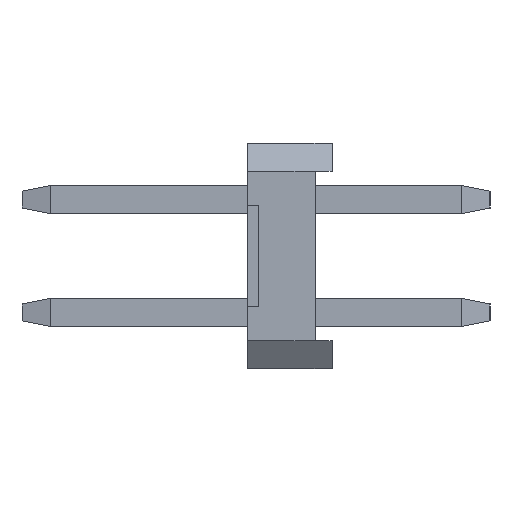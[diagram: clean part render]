
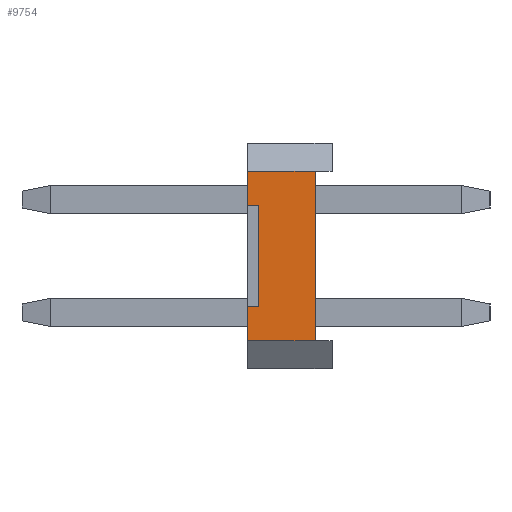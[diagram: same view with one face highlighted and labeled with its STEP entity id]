
A CAD part, left-side view. The second image highlights one B-rep face of the part: STEP entity #9754.
In plain terms, the highlighted planar face has unit normal (-1, 0, 0).
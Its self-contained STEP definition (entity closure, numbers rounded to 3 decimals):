
#7242=CARTESIAN_POINT('',(-1.,0.3,-1.5));
#7243=VERTEX_POINT('',#7242);
#8255=CARTESIAN_POINT('',(-1.,1.3,0.9));
#8256=VERTEX_POINT('',#8255);
#8273=CARTESIAN_POINT('',(-1.,1.3,-0.9));
#8274=VERTEX_POINT('',#8273);
#8281=CARTESIAN_POINT('',(-1.,1.3,-0.9));
#8282=DIRECTION('',(0.,0.,1.));
#8283=VECTOR('',#8282,1.8);
#8284=LINE('',#8281,#8283);
#8285=EDGE_CURVE('',#8274,#8256,#8284,.T.);
#9654=CARTESIAN_POINT('',(-1.,0.3,1.5));
#9655=VERTEX_POINT('',#9654);
#9685=CARTESIAN_POINT('',(-1.,1.5,1.5));
#9686=VERTEX_POINT('',#9685);
#9693=CARTESIAN_POINT('',(-1.,1.5,1.5));
#9694=DIRECTION('',(0.,-1.,0.));
#9695=VECTOR('',#9694,1.2);
#9696=LINE('',#9693,#9695);
#9697=EDGE_CURVE('',#9686,#9655,#9696,.T.);
#9703=CARTESIAN_POINT('',(-1.,0.,-2.));
#9704=DIRECTION('',(0.,0.,1.));
#9705=DIRECTION('',(-1.,0.,0.));
#9706=AXIS2_PLACEMENT_3D('',#9703,#9705,#9704);
#9707=PLANE('',#9706);
#9708=CARTESIAN_POINT('',(-1.,1.5,-0.9));
#9709=VERTEX_POINT('',#9708);
#9710=CARTESIAN_POINT('',(-1.,1.3,-0.9));
#9711=DIRECTION('',(0.,1.,0.));
#9712=VECTOR('',#9711,0.2);
#9713=LINE('',#9710,#9712);
#9714=EDGE_CURVE('',#8274,#9709,#9713,.T.);
#9715=ORIENTED_EDGE('',*,*,#9714,.T.);
#9716=CARTESIAN_POINT('',(-1.,1.5,-1.5));
#9717=VERTEX_POINT('',#9716);
#9718=CARTESIAN_POINT('',(-1.,1.5,-1.5));
#9719=DIRECTION('',(0.,0.,1.));
#9720=VECTOR('',#9719,0.6);
#9721=LINE('',#9718,#9720);
#9722=EDGE_CURVE('',#9717,#9709,#9721,.T.);
#9723=ORIENTED_EDGE('',*,*,#9722,.F.);
#9724=CARTESIAN_POINT('',(-1.,1.5,-1.5));
#9725=DIRECTION('',(0.,-1.,0.));
#9726=VECTOR('',#9725,1.2);
#9727=LINE('',#9724,#9726);
#9728=EDGE_CURVE('',#9717,#7243,#9727,.T.);
#9729=ORIENTED_EDGE('',*,*,#9728,.T.);
#9730=CARTESIAN_POINT('',(-1.,0.3,1.5));
#9731=DIRECTION('',(0.,0.,-1.));
#9732=VECTOR('',#9731,3.);
#9733=LINE('',#9730,#9732);
#9734=EDGE_CURVE('',#9655,#7243,#9733,.T.);
#9735=ORIENTED_EDGE('',*,*,#9734,.F.);
#9736=ORIENTED_EDGE('',*,*,#9697,.F.);
#9737=CARTESIAN_POINT('',(-1.,1.5,0.9));
#9738=VERTEX_POINT('',#9737);
#9739=CARTESIAN_POINT('',(-1.,1.5,0.9));
#9740=DIRECTION('',(0.,0.,1.));
#9741=VECTOR('',#9740,0.6);
#9742=LINE('',#9739,#9741);
#9743=EDGE_CURVE('',#9738,#9686,#9742,.T.);
#9744=ORIENTED_EDGE('',*,*,#9743,.F.);
#9745=CARTESIAN_POINT('',(-1.,1.5,0.9));
#9746=DIRECTION('',(0.,-1.,0.));
#9747=VECTOR('',#9746,0.2);
#9748=LINE('',#9745,#9747);
#9749=EDGE_CURVE('',#9738,#8256,#9748,.T.);
#9750=ORIENTED_EDGE('',*,*,#9749,.T.);
#9751=ORIENTED_EDGE('',*,*,#8285,.F.);
#9752=EDGE_LOOP('',(#9715,#9723,#9729,#9735,#9736,#9744,#9750,#9751));
#9753=FACE_OUTER_BOUND('',#9752,.T.);
#9754=ADVANCED_FACE('',(#9753),#9707,.T.);
